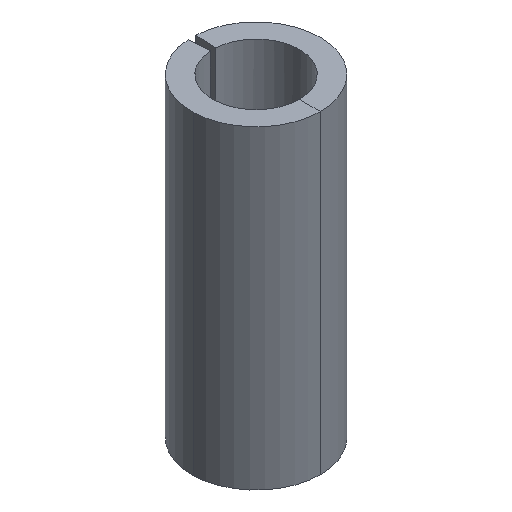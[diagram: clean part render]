
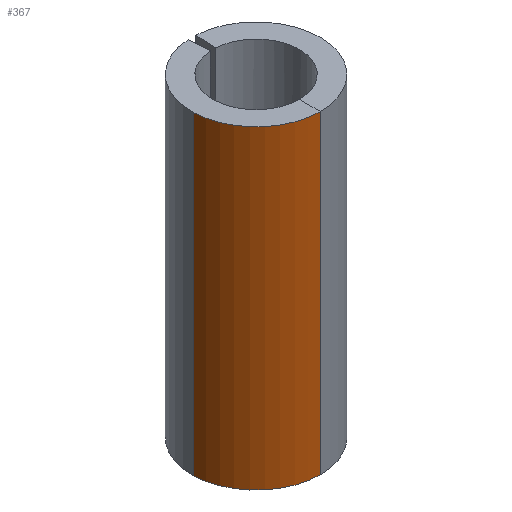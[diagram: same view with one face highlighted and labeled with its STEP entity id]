
A CAD part, isometric view. The second image highlights one B-rep face of the part: STEP entity #367.
In plain terms, the highlighted cylindrical face has radius 2.45 mm (diameter 4.9 mm), a partial arc.
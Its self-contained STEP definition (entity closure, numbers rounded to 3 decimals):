
#220=AXIS2_PLACEMENT_3D('Circle Axis2P3D',#218,#219,$) ;
#255=AXIS2_PLACEMENT_3D('Circle Axis2P3D',#253,#254,$) ;
#359=AXIS2_PLACEMENT_3D('Cylinder Axis2P3D',#356,#357,#358) ;
#83=CARTESIAN_POINT('Vertex',(2.45,0.,12.)) ;
#144=CARTESIAN_POINT('Vertex',(2.45,0.,0.)) ;
#215=CARTESIAN_POINT('Vertex',(0.001,2.376,12.)) ;
#218=CARTESIAN_POINT('Axis2P3D Location',(2.45,2.45,12.)) ;
#241=CARTESIAN_POINT('Line Origine',(2.45,0.,6.)) ;
#253=CARTESIAN_POINT('Axis2P3D Location',(2.45,2.45,0.)) ;
#257=CARTESIAN_POINT('Vertex',(0.001,2.376,0.)) ;
#344=CARTESIAN_POINT('Line Origine',(0.001,2.376,6.)) ;
#356=CARTESIAN_POINT('Axis2P3D Location',(2.45,2.45,6.)) ;
#219=DIRECTION('Axis2P3D Direction',(0.,0.,-1.)) ;
#242=DIRECTION('Vector Direction',(0.,0.,-1.)) ;
#254=DIRECTION('Axis2P3D Direction',(0.,0.,1.)) ;
#345=DIRECTION('Vector Direction',(0.,0.,-1.)) ;
#357=DIRECTION('Axis2P3D Direction',(0.,0.,-1.)) ;
#358=DIRECTION('Axis2P3D XDirection',(1.,0.03,0.)) ;
#243=VECTOR('Line Direction',#242,1.) ;
#346=VECTOR('Line Direction',#345,1.) ;
#362=ORIENTED_EDGE('',*,*,#348,.T.) ;
#363=ORIENTED_EDGE('',*,*,#259,.F.) ;
#364=ORIENTED_EDGE('',*,*,#245,.T.) ;
#365=ORIENTED_EDGE('',*,*,#222,.T.) ;
#367=ADVANCED_FACE('V1',(#366),#360,.T.) ;
#221=CIRCLE('generated circle',#220,2.45) ;
#256=CIRCLE('generated circle',#255,2.45) ;
#360=CYLINDRICAL_SURFACE('generated cylinder',#359,2.45) ;
#222=EDGE_CURVE('',#84,#216,#221,.T.) ;
#245=EDGE_CURVE('',#145,#84,#244,.F.) ;
#259=EDGE_CURVE('',#145,#258,#256,.F.) ;
#348=EDGE_CURVE('',#216,#258,#347,.T.) ;
#361=EDGE_LOOP('',(#362,#363,#364,#365)) ;
#366=FACE_OUTER_BOUND('',#361,.T.) ;
#244=LINE('Line',#241,#243) ;
#347=LINE('Line',#344,#346) ;
#84=VERTEX_POINT('',#83) ;
#145=VERTEX_POINT('',#144) ;
#216=VERTEX_POINT('',#215) ;
#258=VERTEX_POINT('',#257) ;
